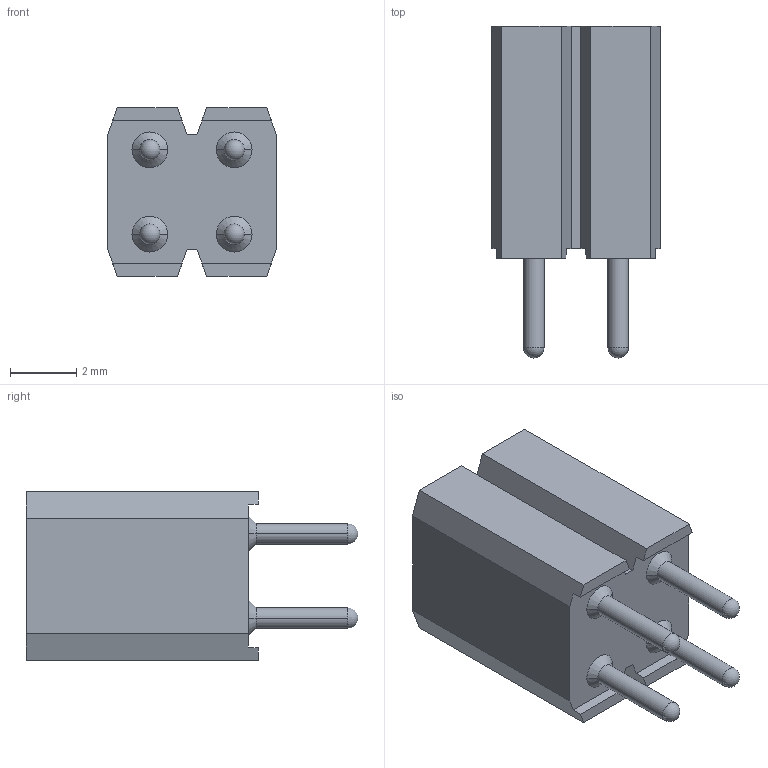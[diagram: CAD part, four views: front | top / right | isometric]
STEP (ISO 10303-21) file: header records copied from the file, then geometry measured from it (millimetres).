
FILE_DESCRIPTION(('STEP AP214'),'1');
FILE_NAME('pcb_connector_803-87-004-10-001101.stp','2020-04-09T10:03:57',('TraceParts'),('TraceParts S.A.'),'Spatial InterOp 3D',' ',' ');
FILE_SCHEMA(('AUTOMOTIVE_DESIGN { 1 0 10303 214 1 1 1 1 }'));
Length unit declared in the file: millimetre
Products named in the file (1): pcb_connector_803-87-004-10-001101
Bounding box: 5.08 x 10 x 5.08 mm (x, y, z)
Volume: 138.9 mm3; surface area: 362 mm2
Topology: 1 solids, 1 shells, 158 faces, 376 edges, 220 vertices
Faces by surface type: cone 56, cylinder 48, plane 34, torus 16, sphere 4
Entity records: 5728 total; most frequent: DIRECTION 862, CARTESIAN_POINT 739, ORIENTED_EDGE 720, EDGE_CURVE 360, AXIS2_PLACEMENT_3D 343, VERTEX_POINT 220, CIRCLE 184, LINE 176
